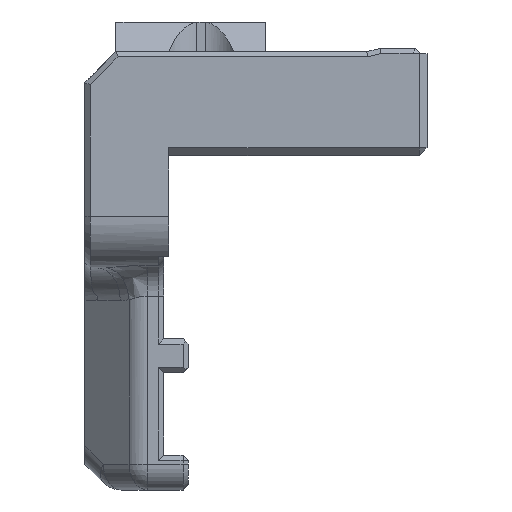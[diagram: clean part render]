
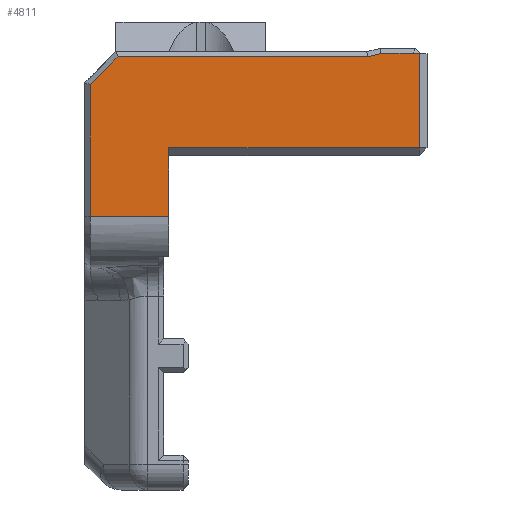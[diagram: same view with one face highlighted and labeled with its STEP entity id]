
A CAD part, front view. The second image highlights one B-rep face of the part: STEP entity #4811.
In plain terms, the highlighted planar face has unit normal (0, -1, 0).
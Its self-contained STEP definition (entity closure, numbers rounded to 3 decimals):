
#374=FACE_OUTER_BOUND('',#654,.T.);
#654=EDGE_LOOP('',(#3488,#3489,#3490,#3491,#3492,#3493,#3494,#3495,#3496,
#3497,#3498));
#890=LINE('',#6899,#1425);
#892=LINE('',#6903,#1427);
#896=LINE('',#6912,#1431);
#899=LINE('',#6918,#1434);
#902=LINE('',#6923,#1437);
#925=LINE('',#6975,#1460);
#934=LINE('',#6992,#1469);
#941=LINE('',#7004,#1476);
#1043=LINE('',#7323,#1578);
#1044=LINE('',#7325,#1579);
#1045=LINE('',#7326,#1580);
#1425=VECTOR('',#5497,10.);
#1427=VECTOR('',#5501,10.);
#1431=VECTOR('',#5507,10.);
#1434=VECTOR('',#5512,10.);
#1437=VECTOR('',#5517,10.);
#1460=VECTOR('',#5558,10.);
#1469=VECTOR('',#5573,10.);
#1476=VECTOR('',#5586,10.);
#1578=VECTOR('',#5858,1000.);
#1579=VECTOR('',#5859,1000.);
#1580=VECTOR('',#5860,10.);
#1954=VERTEX_POINT('',#6896);
#1955=VERTEX_POINT('',#6898);
#1956=VERTEX_POINT('',#6902);
#1959=VERTEX_POINT('',#6909);
#1960=VERTEX_POINT('',#6911);
#1962=VERTEX_POINT('',#6917);
#1981=VERTEX_POINT('',#6971);
#1983=VERTEX_POINT('',#6974);
#1987=VERTEX_POINT('',#6988);
#2094=VERTEX_POINT('',#7322);
#2095=VERTEX_POINT('',#7324);
#2414=EDGE_CURVE('',#1954,#1955,#890,.T.);
#2416=EDGE_CURVE('',#1955,#1956,#892,.T.);
#2420=EDGE_CURVE('',#1959,#1960,#896,.T.);
#2423=EDGE_CURVE('',#1962,#1959,#899,.T.);
#2426=EDGE_CURVE('',#1956,#1962,#902,.T.);
#2452=EDGE_CURVE('',#1981,#1983,#925,.T.);
#2461=EDGE_CURVE('',#1983,#1987,#934,.T.);
#2468=EDGE_CURVE('',#1960,#1981,#941,.T.);
#2614=EDGE_CURVE('',#1954,#2094,#1043,.T.);
#2615=EDGE_CURVE('',#2095,#2094,#1044,.T.);
#2616=EDGE_CURVE('',#2095,#1987,#1045,.T.);
#3488=ORIENTED_EDGE('',*,*,#2414,.F.);
#3489=ORIENTED_EDGE('',*,*,#2614,.T.);
#3490=ORIENTED_EDGE('',*,*,#2615,.F.);
#3491=ORIENTED_EDGE('',*,*,#2616,.T.);
#3492=ORIENTED_EDGE('',*,*,#2461,.F.);
#3493=ORIENTED_EDGE('',*,*,#2452,.F.);
#3494=ORIENTED_EDGE('',*,*,#2468,.F.);
#3495=ORIENTED_EDGE('',*,*,#2420,.F.);
#3496=ORIENTED_EDGE('',*,*,#2423,.F.);
#3497=ORIENTED_EDGE('',*,*,#2426,.F.);
#3498=ORIENTED_EDGE('',*,*,#2416,.F.);
#4615=PLANE('',#5137);
#4811=ADVANCED_FACE('',(#374),#4615,.T.);
#5137=AXIS2_PLACEMENT_3D('',#7321,#5856,#5857);
#5497=DIRECTION('',(0.707,0.,0.707));
#5501=DIRECTION('',(1.,0.,0.));
#5507=DIRECTION('',(0.707,0.,-0.707));
#5512=DIRECTION('',(1.,0.,0.));
#5517=DIRECTION('',(0.972,0.,0.233));
#5558=DIRECTION('',(0.,0.,-1.));
#5573=DIRECTION('',(-1.,0.,0.));
#5586=DIRECTION('',(1.,0.,0.));
#5856=DIRECTION('center_axis',(0.,-1.,0.));
#5857=DIRECTION('ref_axis',(-1.,0.,0.));
#5858=DIRECTION('',(0.,0.,-1.));
#5859=DIRECTION('',(-1.,0.,0.));
#5860=DIRECTION('',(0.,0.,1.));
#6896=CARTESIAN_POINT('',(13.86,-17.,41.984));
#6898=CARTESIAN_POINT('',(16.026,-17.,44.149));
#6899=CARTESIAN_POINT('',(16.666,-17.,44.789));
#6902=CARTESIAN_POINT('',(35.341,-17.,44.149));
#6903=CARTESIAN_POINT('',(36.98,-17.,44.149));
#6909=CARTESIAN_POINT('',(38.877,-17.,44.416));
#6911=CARTESIAN_POINT('',(38.894,-17.,44.399));
#6912=CARTESIAN_POINT('',(41.137,-17.,42.156));
#6917=CARTESIAN_POINT('',(36.382,-17.,44.399));
#6918=CARTESIAN_POINT('',(37.48,-17.,44.399));
#6923=CARTESIAN_POINT('',(34.559,-17.,43.962));
#6971=CARTESIAN_POINT('',(39.36,-17.,44.399));
#6974=CARTESIAN_POINT('',(39.36,-17.,37.1));
#6975=CARTESIAN_POINT('',(39.36,-17.,15.9));
#6988=CARTESIAN_POINT('',(19.96,-17.,37.1));
#6992=CARTESIAN_POINT('',(36.98,-17.,37.1));
#7004=CARTESIAN_POINT('',(37.48,-17.,44.399));
#7321=CARTESIAN_POINT('Origin',(35.501,-17.,31.8));
#7322=CARTESIAN_POINT('',(13.86,-17.,31.8));
#7323=CARTESIAN_POINT('',(13.86,-17.,31.8));
#7324=CARTESIAN_POINT('',(19.96,-17.,31.8));
#7325=CARTESIAN_POINT('',(35.501,-17.,31.8));
#7326=CARTESIAN_POINT('',(19.96,-17.,33.15));
